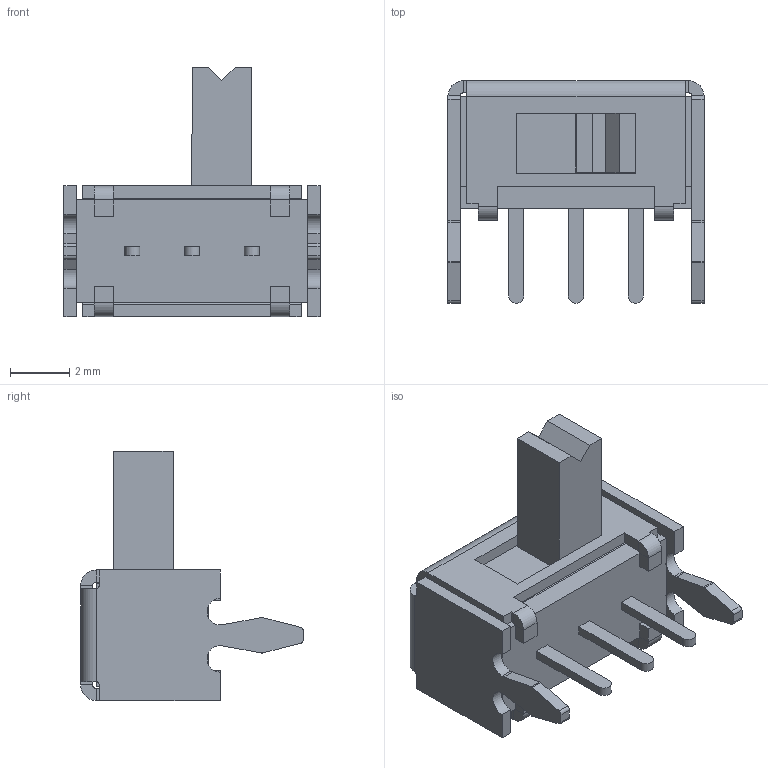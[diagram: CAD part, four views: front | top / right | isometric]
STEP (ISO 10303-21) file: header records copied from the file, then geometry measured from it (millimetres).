
FILE_DESCRIPTION (( 'STEP AP214' ), '1' );
FILE_NAME ('OS102011MA1Q.STEP', '2025-04-02T21:14:43', ( '' ), ( '' ), 'SwSTEP 2.0', 'SolidWorks 2021', '' );
FILE_SCHEMA (( 'AUTOMOTIVE_DESIGN' ));
Length unit declared in the file: inch
Products named in the file (1): OS102011MA1Q
Bounding box: 8.61 x 7.49 x 8.38 mm (x, y, z)
Volume: 168 mm3; surface area: 519.2 mm2
Topology: 6 solids, 6 shells, 172 faces, 421 edges, 262 vertices
Faces by surface type: plane 133, cylinder 39
Entity records: 5062 total; most frequent: CARTESIAN_POINT 880, ORIENTED_EDGE 842, DIRECTION 837, EDGE_CURVE 421, LINE 335, VECTOR 335, VERTEX_POINT 262, AXIS2_PLACEMENT_3D 251
